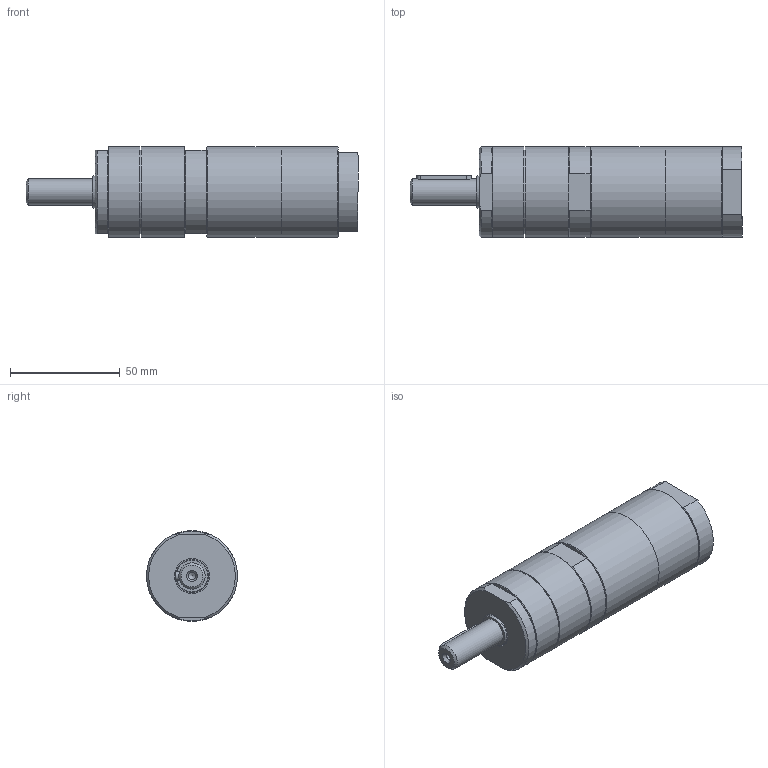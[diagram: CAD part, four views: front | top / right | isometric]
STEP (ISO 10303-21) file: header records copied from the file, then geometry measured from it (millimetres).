
FILE_DESCRIPTION(/* description */ ('MRD 38-2600'),/* implementation_level */ '2;1');
FILE_NAME(/* name */ 'MRD 38-2600_29920817.stp',/* time_stamp */ '2023-12-06T10:10:33+01:00',/* author */ ('DSteinicke'),/* organization */ (''),/* preprocessor_version */ 'ST-DEVELOPER v19.2',/* originating_system */ 'Autodesk Inventor 2024',/* authorisation */ '');
FILE_SCHEMA (('AUTOMOTIVE_DESIGN { 1 0 10303 214 3 1 1 }'));
Length unit declared in the file: millimetre
Products named in the file (1): 29920817
Bounding box: 151.5 x 41.5 x 41.5 mm (x, y, z)
Volume: 162057.2 mm3; surface area: 21432 mm2
Topology: 1 solids, 3 shells, 155 faces, 378 edges, 243 vertices
Faces by surface type: plane 101, cone 25, cylinder 22, bspline 7
Full cylindrical faces by diameter (mm): 3.242 x1, 4 x1, 11.445 x3, 12 x1, 14.95 x1, 16 x1, 37.9 x2, 41.5 x4
Entity records: 4786 total; most frequent: CARTESIAN_POINT 984, ORIENTED_EDGE 752, DIRECTION 709, EDGE_CURVE 376, LINE 245, VECTOR 245, VERTEX_POINT 243, AXIS2_PLACEMENT_3D 232
